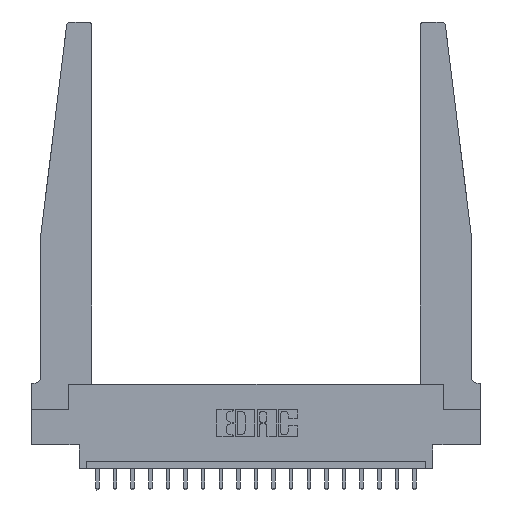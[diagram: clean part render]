
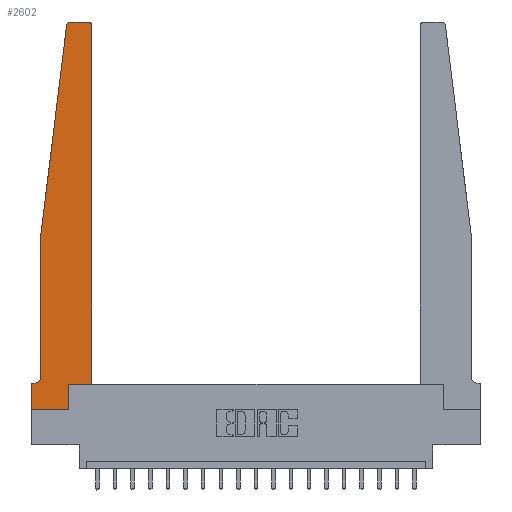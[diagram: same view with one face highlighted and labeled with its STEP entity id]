
A CAD part, top view. The second image highlights one B-rep face of the part: STEP entity #2602.
In plain terms, the highlighted planar face has unit normal (0, 0, 1).
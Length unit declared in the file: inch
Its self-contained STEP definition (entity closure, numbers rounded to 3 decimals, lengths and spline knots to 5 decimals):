
#1 = DIRECTION ( 'NONE',  ( 1., 0., 0. ) ) ;
#86 = CARTESIAN_POINT ( 'NONE',  ( 0., 0.1875, 0.37 ) ) ;
#365 = LINE ( 'NONE', #15735, #9414 ) ;
#610 = LINE ( 'NONE', #12371, #11360 ) ;
#1024 = DIRECTION ( 'NONE',  ( -1., 0., 0. ) ) ;
#1082 = CARTESIAN_POINT ( 'NONE',  ( 0.24675, 2.72367, 0.37 ) ) ;
#1242 = EDGE_CURVE ( 'NONE', #3951, #15897, #365, .T. ) ;
#1327 = EDGE_CURVE ( 'NONE', #13724, #2975, #12311, .T. ) ;
#1412 = CARTESIAN_POINT ( 'NONE',  ( 0.27653, 2.72, 0.37 ) ) ;
#1472 = CARTESIAN_POINT ( 'NONE',  ( 0.425, 0.18, 0.37 ) ) ;
#1605 = DIRECTION ( 'NONE',  ( 1., 0., 0. ) ) ;
#2062 = CARTESIAN_POINT ( 'NONE',  ( 0.2605, 0., 0.37 ) ) ;
#2416 = VERTEX_POINT ( 'NONE', #1082 ) ;
#2458 = DIRECTION ( 'NONE',  ( 0., 1., 0. ) ) ;
#2602 = ADVANCED_FACE ( 'NONE', ( #17038 ), #10753, .T. ) ;
#2657 = VERTEX_POINT ( 'NONE', #7663 ) ;
#2677 = VERTEX_POINT ( 'NONE', #6127 ) ;
#2723 = CARTESIAN_POINT ( 'NONE',  ( 0.065, 1.25, 0.37 ) ) ;
#2749 = EDGE_CURVE ( 'NONE', #8014, #2677, #4290, .T. ) ;
#2790 = VECTOR ( 'NONE', #3406, 39.37008 ) ;
#2975 = VERTEX_POINT ( 'NONE', #16910 ) ;
#3406 = DIRECTION ( 'NONE',  ( 0., -1., 0. ) ) ;
#3880 = CARTESIAN_POINT ( 'NONE',  ( 0., 0., 0.37 ) ) ;
#3918 = EDGE_LOOP ( 'NONE', ( #15728, #5203, #5208, #15485, #14898, #8918, #8757, #19364, #5164, #16247, #4875, #8874 ) ) ;
#3951 = VERTEX_POINT ( 'NONE', #8749 ) ;
#4047 = CARTESIAN_POINT ( 'NONE',  ( 0.425, 0.18, 0.37 ) ) ;
#4290 = LINE ( 'NONE', #4047, #14167 ) ;
#4342 = CARTESIAN_POINT ( 'NONE',  ( 0.395, 2.72, 0.37 ) ) ;
#4861 = DIRECTION ( 'NONE',  ( 1., 0., 0. ) ) ;
#4875 = ORIENTED_EDGE ( 'NONE', *, *, #2749, .T. ) ;
#5064 = VECTOR ( 'NONE', #11820, 39.37008 ) ;
#5089 = CARTESIAN_POINT ( 'NONE',  ( 0.065, 1.25, 0.37 ) ) ;
#5164 = ORIENTED_EDGE ( 'NONE', *, *, #1327, .T. ) ;
#5203 = ORIENTED_EDGE ( 'NONE', *, *, #9436, .T. ) ;
#5208 = ORIENTED_EDGE ( 'NONE', *, *, #8309, .T. ) ;
#5376 = VERTEX_POINT ( 'NONE', #8140 ) ;
#5409 = CARTESIAN_POINT ( 'NONE',  ( 0.25, 2.75, 0.37 ) ) ;
#6022 = LINE ( 'NONE', #11503, #7684 ) ;
#6025 = VERTEX_POINT ( 'NONE', #16817 ) ;
#6127 = CARTESIAN_POINT ( 'NONE',  ( 0.425, 2.72, 0.37 ) ) ;
#6608 = VERTEX_POINT ( 'NONE', #13745 ) ;
#6787 = DIRECTION ( 'NONE',  ( 1., 0., 0. ) ) ;
#7432 = LINE ( 'NONE', #2723, #5064 ) ;
#7512 = EDGE_CURVE ( 'NONE', #2677, #2657, #9664, .T. ) ;
#7663 = CARTESIAN_POINT ( 'NONE',  ( 0.395, 2.75, 0.37 ) ) ;
#7684 = VECTOR ( 'NONE', #17541, 39.37008 ) ;
#8014 = VERTEX_POINT ( 'NONE', #1472 ) ;
#8140 = CARTESIAN_POINT ( 'NONE',  ( 0.065, 1.25, 0.37 ) ) ;
#8143 = VECTOR ( 'NONE', #11024, 39.37008 ) ;
#8309 = EDGE_CURVE ( 'NONE', #2416, #5376, #7432, .T. ) ;
#8749 = CARTESIAN_POINT ( 'NONE',  ( 0., 0.1875, 0.37 ) ) ;
#8757 = ORIENTED_EDGE ( 'NONE', *, *, #1242, .T. ) ;
#8874 = ORIENTED_EDGE ( 'NONE', *, *, #7512, .T. ) ;
#8918 = ORIENTED_EDGE ( 'NONE', *, *, #13108, .T. ) ;
#9403 = CARTESIAN_POINT ( 'NONE',  ( 0.2605, 0.18, 0.37 ) ) ;
#9414 = VECTOR ( 'NONE', #17051, 39.37008 ) ;
#9436 = EDGE_CURVE ( 'NONE', #13681, #2416, #14197, .T. ) ;
#9664 = CIRCLE ( 'NONE', #14367, 0.03 ) ;
#10311 = AXIS2_PLACEMENT_3D ( 'NONE', #86, #10827, #1 ) ;
#10379 = LINE ( 'NONE', #3880, #18051 ) ;
#10753 = PLANE ( 'NONE',  #10311 ) ;
#10757 = DIRECTION ( 'NONE',  ( -1., 0., 0. ) ) ;
#10827 = DIRECTION ( 'NONE',  ( 0., 0., 1. ) ) ;
#11024 = DIRECTION ( 'NONE',  ( 0., 1., 0. ) ) ;
#11152 = EDGE_CURVE ( 'NONE', #2975, #8014, #610, .T. ) ;
#11360 = VECTOR ( 'NONE', #12514, 39.37008 ) ;
#11503 = CARTESIAN_POINT ( 'NONE',  ( 0.065, 0.1875, 0.37 ) ) ;
#11736 = CIRCLE ( 'NONE', #15698, 0.05 ) ;
#11820 = DIRECTION ( 'NONE',  ( -0.122, -0.992, 0. ) ) ;
#12242 = DIRECTION ( 'NONE',  ( 0., 0., 1. ) ) ;
#12311 = LINE ( 'NONE', #9403, #8143 ) ;
#12371 = CARTESIAN_POINT ( 'NONE',  ( 0.425, 0.18, 0.37 ) ) ;
#12471 = AXIS2_PLACEMENT_3D ( 'NONE', #1412, #16638, #1605 ) ;
#12514 = DIRECTION ( 'NONE',  ( 1., 0., 0. ) ) ;
#13061 = LINE ( 'NONE', #5409, #16851 ) ;
#13108 = EDGE_CURVE ( 'NONE', #6608, #3951, #6022, .T. ) ;
#13166 = EDGE_CURVE ( 'NONE', #2657, #13681, #13061, .T. ) ;
#13681 = VERTEX_POINT ( 'NONE', #14449 ) ;
#13724 = VERTEX_POINT ( 'NONE', #2062 ) ;
#13745 = CARTESIAN_POINT ( 'NONE',  ( 0.015, 0.1875, 0.37 ) ) ;
#13807 = CARTESIAN_POINT ( 'NONE',  ( 0.015, 0.2375, 0.37 ) ) ;
#13820 = EDGE_CURVE ( 'NONE', #15897, #13724, #10379, .T. ) ;
#14167 = VECTOR ( 'NONE', #2458, 39.37008 ) ;
#14197 = CIRCLE ( 'NONE', #12471, 0.03 ) ;
#14367 = AXIS2_PLACEMENT_3D ( 'NONE', #4342, #12242, #4861 ) ;
#14449 = CARTESIAN_POINT ( 'NONE',  ( 0.27653, 2.75, 0.37 ) ) ;
#14654 = CARTESIAN_POINT ( 'NONE',  ( 0., 0., 0.37 ) ) ;
#14898 = ORIENTED_EDGE ( 'NONE', *, *, #16198, .T. ) ;
#15485 = ORIENTED_EDGE ( 'NONE', *, *, #16951, .T. ) ;
#15698 = AXIS2_PLACEMENT_3D ( 'NONE', #13807, #16848, #10757 ) ;
#15728 = ORIENTED_EDGE ( 'NONE', *, *, #13166, .T. ) ;
#15735 = CARTESIAN_POINT ( 'NONE',  ( 0., 0., 0.37 ) ) ;
#15897 = VERTEX_POINT ( 'NONE', #14654 ) ;
#16198 = EDGE_CURVE ( 'NONE', #6025, #6608, #11736, .T. ) ;
#16247 = ORIENTED_EDGE ( 'NONE', *, *, #11152, .T. ) ;
#16638 = DIRECTION ( 'NONE',  ( 0., 0., 1. ) ) ;
#16817 = CARTESIAN_POINT ( 'NONE',  ( 0.065, 0.2375, 0.37 ) ) ;
#16848 = DIRECTION ( 'NONE',  ( 0., 0., -1. ) ) ;
#16851 = VECTOR ( 'NONE', #1024, 39.37008 ) ;
#16910 = CARTESIAN_POINT ( 'NONE',  ( 0.2605, 0.18, 0.37 ) ) ;
#16951 = EDGE_CURVE ( 'NONE', #5376, #6025, #18854, .T. ) ;
#17038 = FACE_OUTER_BOUND ( 'NONE', #3918, .T. ) ;
#17051 = DIRECTION ( 'NONE',  ( 0., -1., 0. ) ) ;
#17541 = DIRECTION ( 'NONE',  ( -1., 0., 0. ) ) ;
#18051 = VECTOR ( 'NONE', #6787, 39.37008 ) ;
#18854 = LINE ( 'NONE', #5089, #2790 ) ;
#19364 = ORIENTED_EDGE ( 'NONE', *, *, #13820, .T. ) ;
